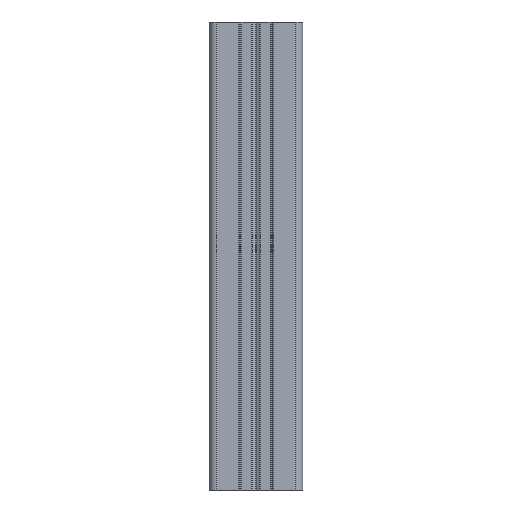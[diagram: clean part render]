
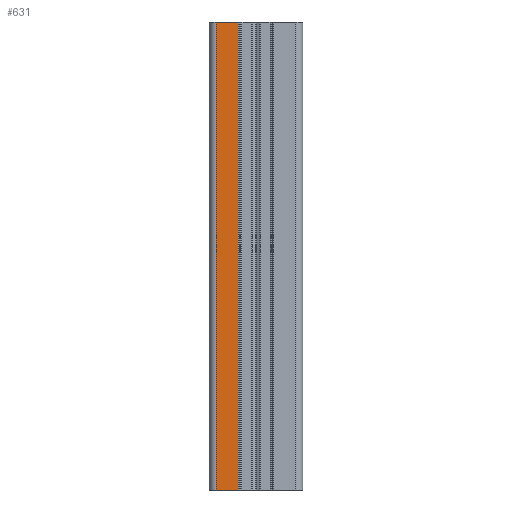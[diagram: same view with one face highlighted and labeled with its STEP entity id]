
A CAD part, left-side view. The second image highlights one B-rep face of the part: STEP entity #631.
In plain terms, the highlighted planar face has unit normal (-1, 0, 0).
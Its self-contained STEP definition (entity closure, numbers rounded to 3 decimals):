
#97 = CARTESIAN_POINT ( 'NONE',  ( -10., 8.5, 100. ) ) ;
#620 = LINE ( 'NONE', #3855, #2871 ) ;
#631 = ADVANCED_FACE ( 'NONE', ( #2653 ), #3958, .F. ) ;
#764 = CARTESIAN_POINT ( 'NONE',  ( -10., 3.75, 100. ) ) ;
#862 = ORIENTED_EDGE ( 'NONE', *, *, #2248, .T. ) ;
#996 = VECTOR ( 'NONE', #3768, 1000. ) ;
#1233 = CARTESIAN_POINT ( 'NONE',  ( -10., 8.5, 0. ) ) ;
#1274 = LINE ( 'NONE', #5091, #5072 ) ;
#1288 = VERTEX_POINT ( 'NONE', #97 ) ;
#1365 = ORIENTED_EDGE ( 'NONE', *, *, #3663, .T. ) ;
#1538 = LINE ( 'NONE', #764, #996 ) ;
#1704 = VERTEX_POINT ( 'NONE', #1233 ) ;
#1751 = DIRECTION ( 'NONE',  ( 1., 0., 0. ) ) ;
#2104 = DIRECTION ( 'NONE',  ( 0., 0., -1. ) ) ;
#2248 = EDGE_CURVE ( 'NONE', #1288, #1704, #620, .T. ) ;
#2417 = VERTEX_POINT ( 'NONE', #4614 ) ;
#2626 = EDGE_LOOP ( 'NONE', ( #1365, #3160, #3048, #862 ) ) ;
#2653 = FACE_OUTER_BOUND ( 'NONE', #2626, .T. ) ;
#2675 = DIRECTION ( 'NONE',  ( 0., 1., 0. ) ) ;
#2871 = VECTOR ( 'NONE', #2104, 1000. ) ;
#2891 = CARTESIAN_POINT ( 'NONE',  ( -10., 3.75, 100. ) ) ;
#3048 = ORIENTED_EDGE ( 'NONE', *, *, #3509, .F. ) ;
#3160 = ORIENTED_EDGE ( 'NONE', *, *, #3687, .F. ) ;
#3342 = AXIS2_PLACEMENT_3D ( 'NONE', #5237, #1751, #2675 ) ;
#3509 = EDGE_CURVE ( 'NONE', #1288, #3561, #4603, .T. ) ;
#3561 = VERTEX_POINT ( 'NONE', #2891 ) ;
#3663 = EDGE_CURVE ( 'NONE', #1704, #2417, #1274, .T. ) ;
#3687 = EDGE_CURVE ( 'NONE', #3561, #2417, #1538, .T. ) ;
#3768 = DIRECTION ( 'NONE',  ( 0., 0., -1. ) ) ;
#3855 = CARTESIAN_POINT ( 'NONE',  ( -10., 8.5, 100. ) ) ;
#3958 = PLANE ( 'NONE',  #3342 ) ;
#4187 = CARTESIAN_POINT ( 'NONE',  ( -10., 3.75, 100. ) ) ;
#4603 = LINE ( 'NONE', #4187, #5013 ) ;
#4614 = CARTESIAN_POINT ( 'NONE',  ( -10., 3.75, 0. ) ) ;
#4623 = DIRECTION ( 'NONE',  ( 0., -1., 0. ) ) ;
#5013 = VECTOR ( 'NONE', #4623, 1000. ) ;
#5072 = VECTOR ( 'NONE', #5569, 1000. ) ;
#5091 = CARTESIAN_POINT ( 'NONE',  ( -10., 3.75, 0. ) ) ;
#5237 = CARTESIAN_POINT ( 'NONE',  ( -10., 3.75, 100. ) ) ;
#5569 = DIRECTION ( 'NONE',  ( 0., -1., 0. ) ) ;
